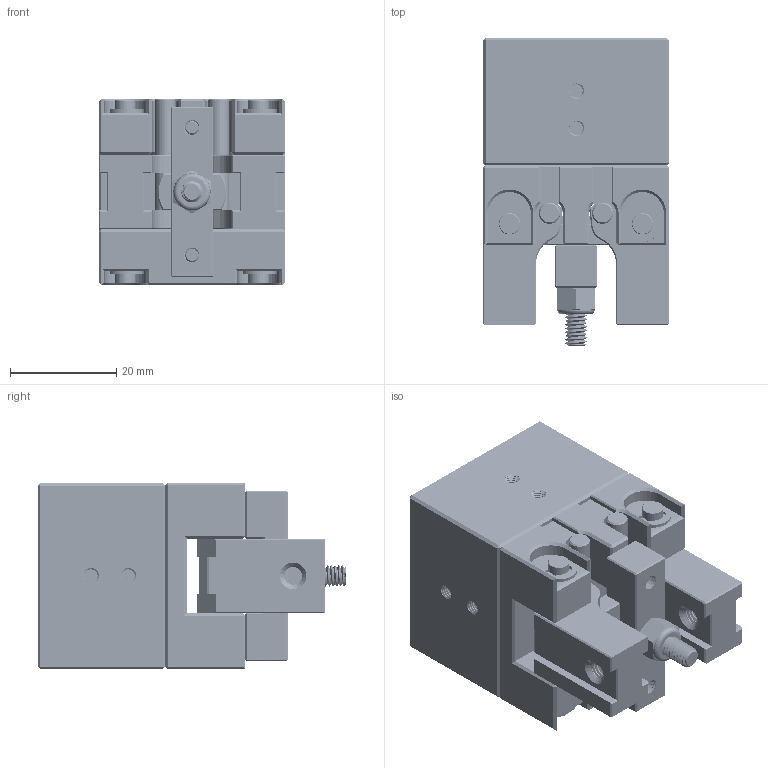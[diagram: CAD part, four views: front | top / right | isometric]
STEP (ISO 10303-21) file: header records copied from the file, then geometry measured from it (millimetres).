
FILE_DESCRIPTION(/* description */ (''),/* implementation_level */ '2;1');
FILE_NAME(/* name */ '80221e87-24fa-43d0-80fd-533053ba0a71.stp',/* time_stamp */ '2021-07-21T10:31:54+00:00',/* author */ (''),/* organization */ (''),/* preprocessor_version */ 'ST-DEVELOPER v18.1',/* originating_system */ 'Autodesk Translation Framework v10.9.0.1377',/* authorisation */ '');
FILE_SCHEMA (('AUTOMOTIVE_DESIGN { 1 0 10303 214 3 1 1 }'));
Products named in the file (13): KZ 20; Lower body; Upper body; Gripper; Shaft_1; Socket screw M4; Shaft_2; Flange_1; Thread rod M3_1; Thread rod M4; Nut M4; Retaining ring 4; Part_1
Assembly tree (20 placements, depth 2):
  KZ 20
    Lower body
    Upper body
    Gripper  x2
    Shaft_1  x2
    Socket screw M4  x2
    Shaft_2  x2
    Flange_1
    Thread rod M3_1  x2
    Thread rod M4
    Nut M4
    Retaining ring 4  x4
    Part_1
Bounding box: 35 x 58 x 35.05 mm (x, y, z)
Volume: 47899.1 mm3; surface area: 22851.2 mm2
Topology: 21 solids, 21 shells, 1302 faces, 3370 edges, 2142 vertices
Faces by surface type: cylinder 763, plane 401, cone 88, bspline 47, torus 3
Full cylindrical faces by diameter (mm): 2.35 x46, 2.529 x60, 3 x52, 3.086 x44, 3.091 x49, 3.332 x52, 4 x72, 4.109 x30, 4.212 x1, 4.234 x6, 5 x2, 5.12 x12, 7 x4
Entity records: 69833 total; most frequent: CARTESIAN_POINT 46491, ORIENTED_EDGE 5408, DIRECTION 3793, EDGE_CURVE 2704, VERTEX_POINT 1713, AXIS2_PLACEMENT_3D 1311, LINE 1171, VECTOR 1171
